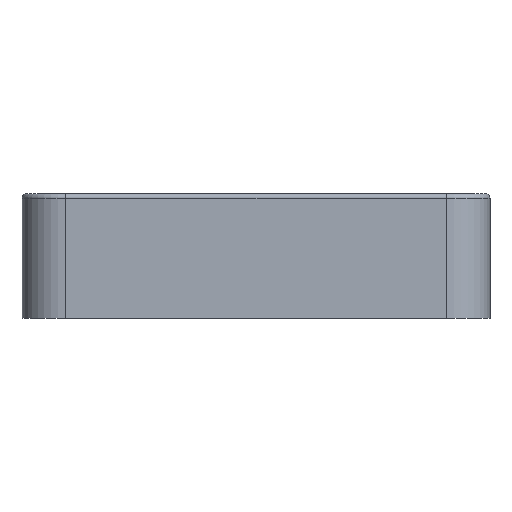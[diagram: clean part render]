
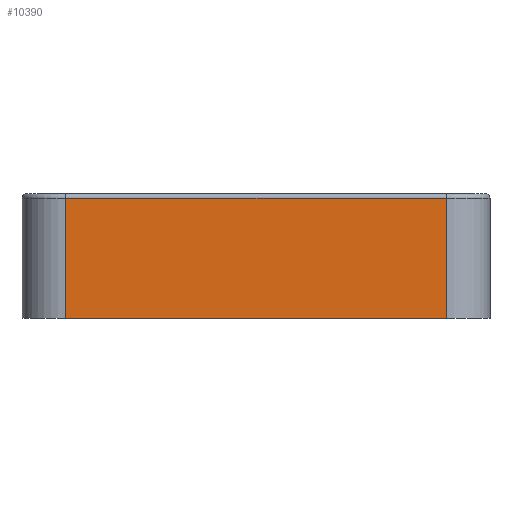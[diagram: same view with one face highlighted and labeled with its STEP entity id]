
A CAD part, left-side view. The second image highlights one B-rep face of the part: STEP entity #10390.
In plain terms, the highlighted planar face has unit normal (-1, 0, 0).
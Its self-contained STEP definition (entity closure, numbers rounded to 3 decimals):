
#2981 = VERTEX_POINT('',#2982);
#2982 = CARTESIAN_POINT('',(-65.,30.5,19.25));
#2991 = VERTEX_POINT('',#2992);
#2992 = CARTESIAN_POINT('',(-65.,-30.5,19.25));
#2999 = EDGE_CURVE('',#2981,#2991,#3000,.T.);
#3000 = LINE('',#3001,#3002);
#3001 = CARTESIAN_POINT('',(-65.,30.5,19.25));
#3002 = VECTOR('',#3003,1.);
#3003 = DIRECTION('',(0.,-1.,0.));
#10390 = ADVANCED_FACE('',(#10391),#10416,.F.);
#10391 = FACE_BOUND('',#10392,.F.);
#10392 = EDGE_LOOP('',(#10393,#10401,#10402,#10410));
#10393 = ORIENTED_EDGE('',*,*,#10394,.T.);
#10394 = EDGE_CURVE('',#10395,#2981,#10397,.T.);
#10395 = VERTEX_POINT('',#10396);
#10396 = CARTESIAN_POINT('',(-65.,30.5,0.));
#10397 = LINE('',#10398,#10399);
#10398 = CARTESIAN_POINT('',(-65.,30.5,0.));
#10399 = VECTOR('',#10400,1.);
#10400 = DIRECTION('',(0.,0.,1.));
#10401 = ORIENTED_EDGE('',*,*,#2999,.T.);
#10402 = ORIENTED_EDGE('',*,*,#10403,.F.);
#10403 = EDGE_CURVE('',#10404,#2991,#10406,.T.);
#10404 = VERTEX_POINT('',#10405);
#10405 = CARTESIAN_POINT('',(-65.,-30.5,0.));
#10406 = LINE('',#10407,#10408);
#10407 = CARTESIAN_POINT('',(-65.,-30.5,0.));
#10408 = VECTOR('',#10409,1.);
#10409 = DIRECTION('',(0.,0.,1.));
#10410 = ORIENTED_EDGE('',*,*,#10411,.F.);
#10411 = EDGE_CURVE('',#10395,#10404,#10412,.T.);
#10412 = LINE('',#10413,#10414);
#10413 = CARTESIAN_POINT('',(-65.,37.5,0.));
#10414 = VECTOR('',#10415,1.);
#10415 = DIRECTION('',(0.,-1.,0.));
#10416 = PLANE('',#10417);
#10417 = AXIS2_PLACEMENT_3D('',#10418,#10419,#10420);
#10418 = CARTESIAN_POINT('',(-65.,37.5,0.));
#10419 = DIRECTION('',(1.,0.,0.));
#10420 = DIRECTION('',(0.,-1.,0.));
